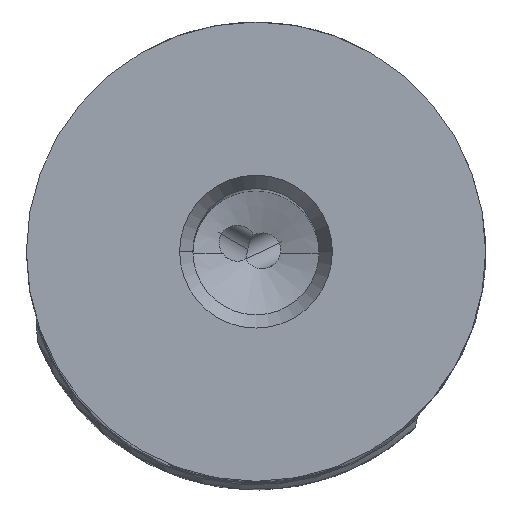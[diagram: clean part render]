
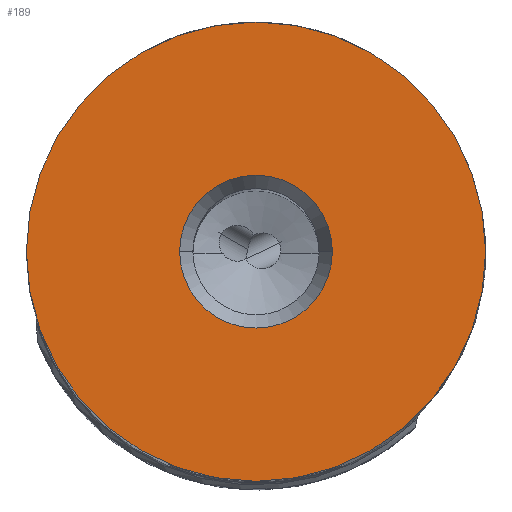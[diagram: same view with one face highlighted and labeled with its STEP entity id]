
A CAD part, top view. The second image highlights one B-rep face of the part: STEP entity #189.
In plain terms, the highlighted planar face has unit normal (0, 0, 1).
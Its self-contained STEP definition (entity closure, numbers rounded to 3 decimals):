
#50=FACE_BOUND('',#445,.T.);
#51=FACE_BOUND('',#446,.T.);
#104=PLANE('',#2112);
#189=ADVANCED_FACE('',(#50,#51),#104,.T.);
#445=EDGE_LOOP('',(#1289,#1290));
#446=EDGE_LOOP('',(#1291,#1292));
#823=CIRCLE('',#2100,20.);
#824=CIRCLE('',#2104,20.);
#826=CIRCLE('',#2110,6.655);
#827=CIRCLE('',#2111,6.655);
#1289=ORIENTED_EDGE('',*,*,#1826,.F.);
#1290=ORIENTED_EDGE('',*,*,#1820,.F.);
#1291=ORIENTED_EDGE('',*,*,#1832,.F.);
#1292=ORIENTED_EDGE('',*,*,#1833,.F.);
#1562=VERTEX_POINT('',#4182);
#1563=VERTEX_POINT('',#4184);
#1572=VERTEX_POINT('',#4208);
#1573=VERTEX_POINT('',#4209);
#1820=EDGE_CURVE('',#1562,#1563,#823,.T.);
#1826=EDGE_CURVE('',#1563,#1562,#824,.T.);
#1832=EDGE_CURVE('',#1572,#1573,#826,.T.);
#1833=EDGE_CURVE('',#1573,#1572,#827,.T.);
#2100=AXIS2_PLACEMENT_3D('',#4183,#2566,#2567);
#2104=AXIS2_PLACEMENT_3D('',#4195,#2577,#2578);
#2110=AXIS2_PLACEMENT_3D('',#4207,#2591,#2592);
#2111=AXIS2_PLACEMENT_3D('',#4210,#2593,#2594);
#2112=AXIS2_PLACEMENT_3D('',#4211,#2595,#2596);
#2566=DIRECTION('',(0.,0.,-1.));
#2567=DIRECTION('',(-1.,0.,0.));
#2577=DIRECTION('',(0.,0.,-1.));
#2578=DIRECTION('',(1.,0.,0.));
#2591=DIRECTION('',(0.,0.,1.));
#2592=DIRECTION('',(1.,0.,0.));
#2593=DIRECTION('',(0.,0.,1.));
#2594=DIRECTION('',(-1.,0.,0.));
#2595=DIRECTION('',(0.,0.,1.));
#2596=DIRECTION('',(-1.,0.,0.));
#4182=CARTESIAN_POINT('',(-20.,0.,0.));
#4183=CARTESIAN_POINT('',(0.,0.,0.));
#4184=CARTESIAN_POINT('',(20.,0.,0.));
#4195=CARTESIAN_POINT('',(0.,0.,0.));
#4207=CARTESIAN_POINT('',(0.,0.,0.));
#4208=CARTESIAN_POINT('',(6.655,0.,0.));
#4209=CARTESIAN_POINT('',(-6.655,0.,0.));
#4210=CARTESIAN_POINT('',(0.,0.,0.));
#4211=CARTESIAN_POINT('',(0.,0.,0.));
